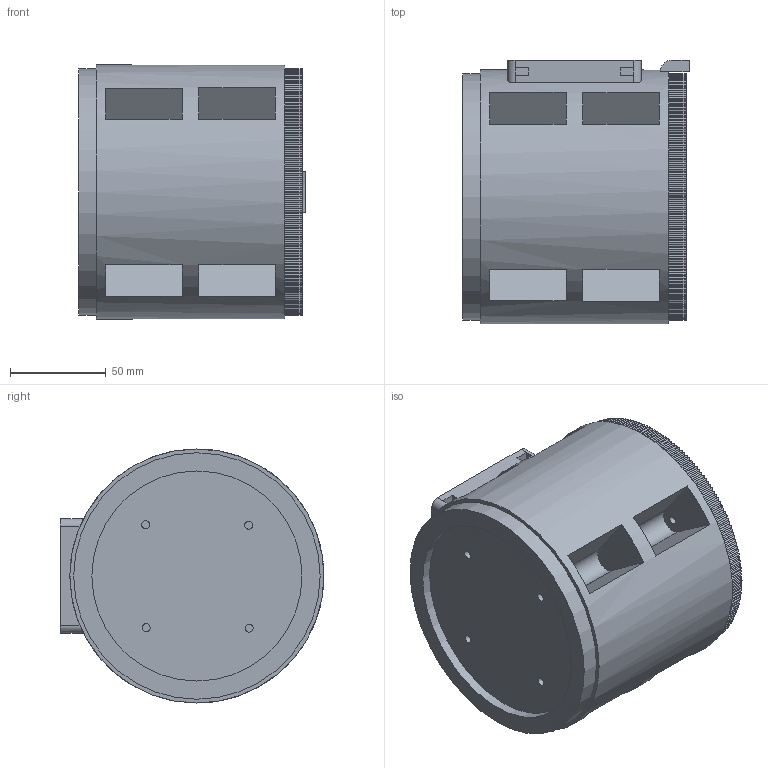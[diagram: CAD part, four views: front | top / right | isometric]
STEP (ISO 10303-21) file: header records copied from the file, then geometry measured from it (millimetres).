
FILE_DESCRIPTION(/* description */ ('STEP AP242','CAx-IF Rec.Pracs.---Representation and Presentation of Product Manufacturing Information (PMI)---4.0---2014-10-13','CAx-IF Rec.Pracs.---3D Tessellated Geometry---0.4---2014-09-14','2;1'),/* implementation_level */ '2;1');
FILE_NAME(/* name */ '687ede99e5a19301dacdc63c',/* time_stamp */ '2025-07-22T00:43:05Z',/* author */ (''),/* organization */ (''),/* preprocessor_version */ 'ST-DEVELOPER v20',/* originating_system */ 'ONSHAPE BY PTC INC, 1.201',/* authorisation */ ' ');
FILE_SCHEMA (('AP242_MANAGED_MODEL_BASED_3D_ENGINEERING_MIM_LF { 1 0 10303 442 1 1 4 }'));
Length unit declared in the file: metre
Products named in the file (1): J1 Base
Bounding box: 118.4 x 138.15 x 133 mm (x, y, z)
Volume: 1349999 mm3; surface area: 114410.5 mm2
Topology: 1 solids, 1 shells, 513 faces, 1479 edges, 984 vertices
Faces by surface type: cylinder 436, plane 77
Full cylindrical faces by diameter (mm): 4.2 x16, 110 x2, 129 x1, 133 x1
Entity records: 17265 total; most frequent: DIRECTION 3366, CARTESIAN_POINT 2958, ORIENTED_EDGE 2902, EDGE_CURVE 1451, AXIS2_PLACEMENT_3D 1406, VERTEX_POINT 977, CIRCLE 892, EDGE_LOOP 574
